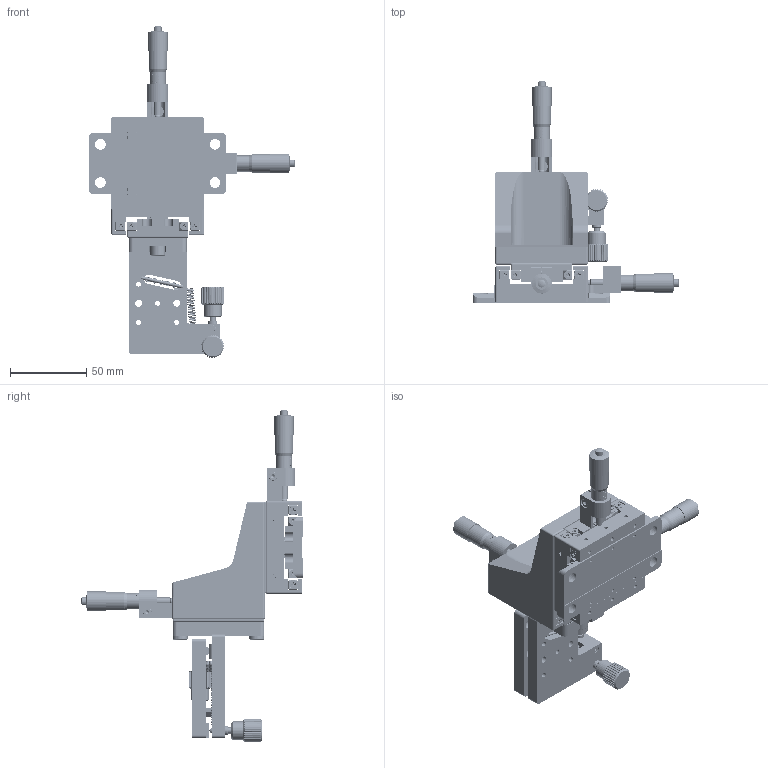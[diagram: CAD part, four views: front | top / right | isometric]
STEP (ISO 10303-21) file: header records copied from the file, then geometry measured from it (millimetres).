
FILE_DESCRIPTION (( 'STEP AP203' ), '1' );
FILE_NAME ('06MTA-2LM.STEP', '2016-05-18T08:02:12', ( '' ), ( '' ), 'SwSTEP 2.0', 'SolidWorks 2016', '' );
FILE_SCHEMA (( 'CONFIG_CONTROL_DESIGN' ));
Products named in the file (1): 06MTA-2LM
Bounding box: 134.9 x 145.15 x 217.1 mm (x, y, z)
Volume: 294997.9 mm3; surface area: 149715.7 mm2
Topology: 101 solids, 101 shells, 4854 faces, 12068 edges, 7458 vertices
Faces by surface type: plane 2121, cylinder 1262, cone 1260, bspline 91, torus 90, sphere 30
Entity records: 164871 total; most frequent: CARTESIAN_POINT 48856, DIRECTION 24985, ORIENTED_EDGE 23696, EDGE_CURVE 11848, AXIS2_PLACEMENT_3D 9359, VERTEX_POINT 7448, VECTOR 6267, LINE 6267
